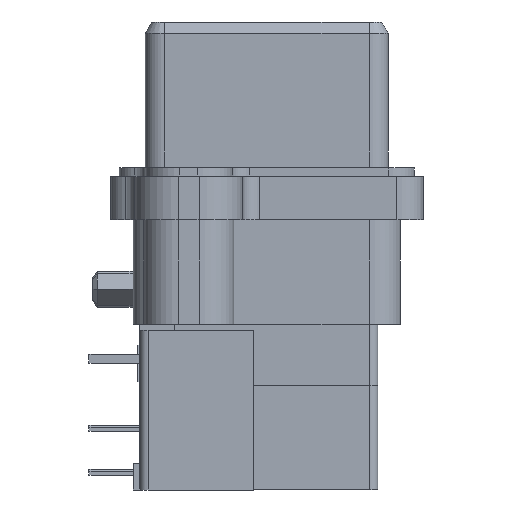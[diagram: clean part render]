
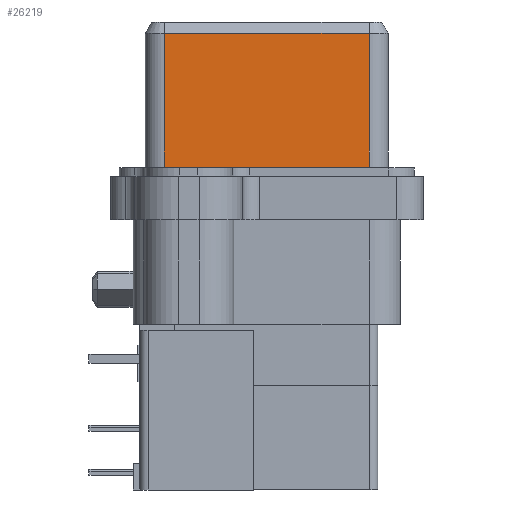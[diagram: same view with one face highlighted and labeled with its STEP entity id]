
A CAD part, left-side view. The second image highlights one B-rep face of the part: STEP entity #26219.
In plain terms, the highlighted planar face has unit normal (-1, 0, 0).
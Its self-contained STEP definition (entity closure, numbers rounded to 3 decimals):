
#735 = LINE ( 'NONE', #7515, #19615 ) ;
#3739 = CARTESIAN_POINT ( 'NONE',  ( -8., 5.9, 1.75 ) ) ;
#4153 = EDGE_CURVE ( 'NONE', #15614, #10041, #31907, .T. ) ;
#4244 = EDGE_CURVE ( 'NONE', #28890, #5058, #15706, .T. ) ;
#5058 = VERTEX_POINT ( 'NONE', #3739 ) ;
#5762 = PLANE ( 'NONE',  #31985 ) ;
#6017 = DIRECTION ( 'NONE',  ( 0., 0., 1. ) ) ;
#6604 = ORIENTED_EDGE ( 'NONE', *, *, #23683, .F. ) ;
#7515 = CARTESIAN_POINT ( 'NONE',  ( -8., -7., -7. ) ) ;
#8249 = DIRECTION ( 'NONE',  ( -1., 0., 0. ) ) ;
#10041 = VERTEX_POINT ( 'NONE', #25659 ) ;
#12756 = VECTOR ( 'NONE', #19022, 1000. ) ;
#12806 = DIRECTION ( 'NONE',  ( 0., 0., -1. ) ) ;
#13025 = CARTESIAN_POINT ( 'NONE',  ( -8., -5.9, -2.625 ) ) ;
#14432 = ORIENTED_EDGE ( 'NONE', *, *, #4153, .F. ) ;
#15332 = ORIENTED_EDGE ( 'NONE', *, *, #22398, .T. ) ;
#15614 = VERTEX_POINT ( 'NONE', #29680 ) ;
#15706 = LINE ( 'NONE', #25743, #28060 ) ;
#16572 = CARTESIAN_POINT ( 'NONE',  ( -8., -5.9, 1.75 ) ) ;
#17869 = ORIENTED_EDGE ( 'NONE', *, *, #4244, .F. ) ;
#18775 = VECTOR ( 'NONE', #12806, 1000. ) ;
#19022 = DIRECTION ( 'NONE',  ( 0., 1., 0. ) ) ;
#19460 = FACE_OUTER_BOUND ( 'NONE', #31679, .T. ) ;
#19615 = VECTOR ( 'NONE', #22238, 1000. ) ;
#20010 = CARTESIAN_POINT ( 'NONE',  ( -8., 5.9, -7. ) ) ;
#22238 = DIRECTION ( 'NONE',  ( 0., 1., 0. ) ) ;
#22398 = EDGE_CURVE ( 'NONE', #15614, #5058, #25891, .T. ) ;
#23683 = EDGE_CURVE ( 'NONE', #10041, #28890, #735, .T. ) ;
#25484 = DIRECTION ( 'NONE',  ( 0., 0., 1. ) ) ;
#25659 = CARTESIAN_POINT ( 'NONE',  ( -8., -5.9, -7. ) ) ;
#25743 = CARTESIAN_POINT ( 'NONE',  ( -8., 5.9, -2.625 ) ) ;
#25891 = LINE ( 'NONE', #16572, #12756 ) ;
#26219 = ADVANCED_FACE ( 'NONE', ( #19460 ), #5762, .T. ) ;
#28060 = VECTOR ( 'NONE', #6017, 1000. ) ;
#28890 = VERTEX_POINT ( 'NONE', #20010 ) ;
#29680 = CARTESIAN_POINT ( 'NONE',  ( -8., -5.9, 1.75 ) ) ;
#30358 = CARTESIAN_POINT ( 'NONE',  ( -8., -5.9, -15. ) ) ;
#31679 = EDGE_LOOP ( 'NONE', ( #14432, #15332, #17869, #6604 ) ) ;
#31907 = LINE ( 'NONE', #13025, #18775 ) ;
#31985 = AXIS2_PLACEMENT_3D ( 'NONE', #30358, #8249, #25484 ) ;
